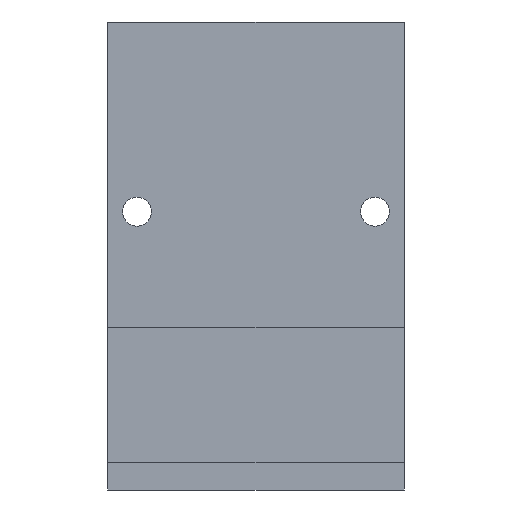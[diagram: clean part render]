
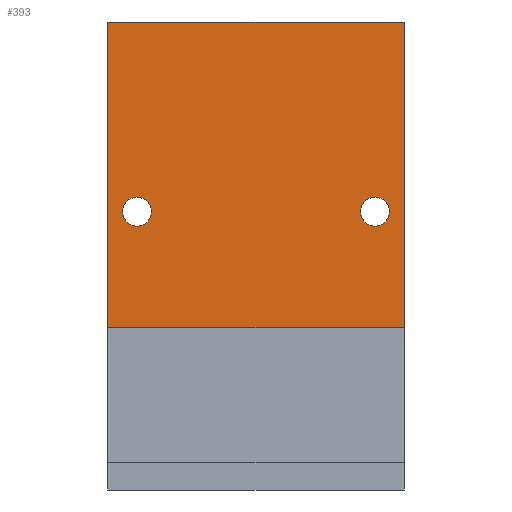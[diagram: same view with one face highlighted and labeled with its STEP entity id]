
A CAD part, front view. The second image highlights one B-rep face of the part: STEP entity #393.
In plain terms, the highlighted planar face has unit normal (0, -1, 0).
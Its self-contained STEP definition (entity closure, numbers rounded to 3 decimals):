
#37=FACE_BOUND('',#106,.T.);
#38=FACE_BOUND('',#107,.T.);
#48=CIRCLE('',#421,1.56);
#50=CIRCLE('',#424,1.56);
#69=FACE_OUTER_BOUND('',#105,.T.);
#105=EDGE_LOOP('',(#343,#344,#345,#346));
#106=EDGE_LOOP('',(#347));
#107=EDGE_LOOP('',(#348));
#128=LINE('',#587,#164);
#137=LINE('',#611,#173);
#140=LINE('',#627,#176);
#144=LINE('',#634,#180);
#164=VECTOR('',#478,10.);
#173=VECTOR('',#503,10.);
#176=VECTOR('',#520,10.);
#180=VECTOR('',#528,10.);
#201=VERTEX_POINT('',#583);
#202=VERTEX_POINT('',#585);
#209=VERTEX_POINT('',#610);
#212=VERTEX_POINT('',#618);
#214=VERTEX_POINT('',#623);
#215=VERTEX_POINT('',#626);
#242=EDGE_CURVE('',#202,#201,#128,.F.);
#253=EDGE_CURVE('',#201,#209,#137,.T.);
#257=EDGE_CURVE('',#212,#212,#48,.T.);
#259=EDGE_CURVE('',#214,#214,#50,.T.);
#260=EDGE_CURVE('',#215,#209,#140,.T.);
#264=EDGE_CURVE('',#215,#202,#144,.T.);
#343=ORIENTED_EDGE('',*,*,#264,.F.);
#344=ORIENTED_EDGE('',*,*,#260,.T.);
#345=ORIENTED_EDGE('',*,*,#253,.F.);
#346=ORIENTED_EDGE('',*,*,#242,.F.);
#347=ORIENTED_EDGE('',*,*,#259,.F.);
#348=ORIENTED_EDGE('',*,*,#257,.F.);
#373=PLANE('',#427);
#393=ADVANCED_FACE('',(#69,#37,#38),#373,.F.);
#421=AXIS2_PLACEMENT_3D('',#619,#510,#511);
#424=AXIS2_PLACEMENT_3D('',#624,#516,#517);
#427=AXIS2_PLACEMENT_3D('',#633,#526,#527);
#478=DIRECTION('',(1.,0.,0.));
#503=DIRECTION('',(0.,0.,1.));
#510=DIRECTION('center_axis',(0.,-1.,0.));
#511=DIRECTION('ref_axis',(1.,0.,0.));
#516=DIRECTION('center_axis',(0.,-1.,0.));
#517=DIRECTION('ref_axis',(1.,0.,0.));
#520=DIRECTION('',(-1.,0.,0.));
#526=DIRECTION('center_axis',(0.,1.,0.));
#527=DIRECTION('ref_axis',(1.,0.,0.));
#528=DIRECTION('',(0.,0.,-1.));
#583=CARTESIAN_POINT('',(-0.5,4.5,-2.));
#585=CARTESIAN_POINT('',(31.5,4.5,-2.));
#587=CARTESIAN_POINT('',(15.5,4.5,-2.));
#610=CARTESIAN_POINT('',(-0.5,4.5,31.));
#611=CARTESIAN_POINT('',(-0.5,4.5,0.));
#618=CARTESIAN_POINT('',(1.1,4.5,10.53));
#619=CARTESIAN_POINT('Origin',(2.66,4.5,10.53));
#623=CARTESIAN_POINT('',(26.78,4.5,10.53));
#624=CARTESIAN_POINT('Origin',(28.34,4.5,10.53));
#626=CARTESIAN_POINT('',(31.5,4.5,31.));
#627=CARTESIAN_POINT('',(0.,4.5,31.));
#633=CARTESIAN_POINT('Origin',(15.5,4.5,15.5));
#634=CARTESIAN_POINT('',(31.5,4.5,31.));
